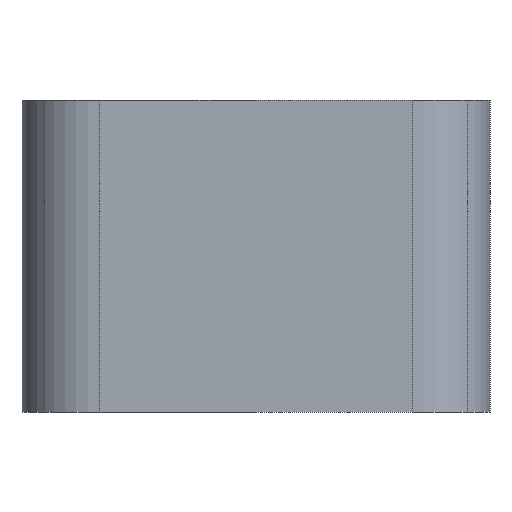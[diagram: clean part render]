
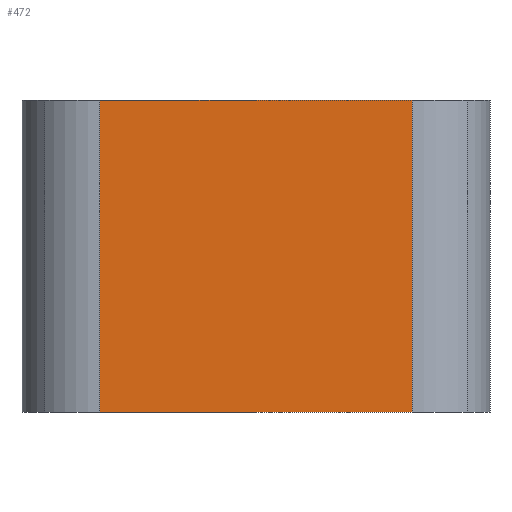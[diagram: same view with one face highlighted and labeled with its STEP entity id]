
A CAD part, left-side view. The second image highlights one B-rep face of the part: STEP entity #472.
In plain terms, the highlighted planar face has unit normal (-1, 0, 0).
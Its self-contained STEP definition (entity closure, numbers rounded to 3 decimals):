
#71=CARTESIAN_POINT('POINT11',(-60.,-20.,-20.));
#72=VERTEX_POINT('VERTEX11',#71);
#75=CARTESIAN_POINT('POINT12',(-60.,20.,-20.));
#76=VERTEX_POINT('VERTEX12',#75);
#77=CARTESIAN_POINT('POS8',(-60.,0.,-20.));
#78=DIRECTION('DIR12',(0.,1.,0.));
#79=VECTOR('VEC4',#78,1.);
#80=LINE('STRAIGHT4',#77,#79);
#81=EDGE_CURVE('EDGE11',#72,#76,#80,.T.);
#435=CARTESIAN_POINT('POINT39',(-60.,-20.,20.));
#436=VERTEX_POINT('VERTEX39',#435);
#439=CARTESIAN_POINT('POS48',(-60.,-20.,0.));
#440=DIRECTION('DIR70',(0.,0.,-1.));
#441=VECTOR('VEC26',#440,1.);
#442=LINE('STRAIGHT26',#439,#441);
#443=EDGE_CURVE('EDGE49',#436,#72,#442,.T.);
#449=CARTESIAN_POINT('POINT40',(-60.,20.,20.));
#450=VERTEX_POINT('VERTEX40',#449);
#451=CARTESIAN_POINT('POS49',(-60.,20.,0.));
#452=DIRECTION('DIR71',(0.,0.,1.));
#453=VECTOR('VEC27',#452,1.);
#454=LINE('STRAIGHT27',#451,#453);
#455=EDGE_CURVE('EDGE50',#76,#450,#454,.T.);
#456=ORIENTED_EDGE('COEDGE69',*,*,#455,.F.);
#457=ORIENTED_EDGE('COEDGE70',*,*,#81,.F.);
#458=ORIENTED_EDGE('COEDGE71',*,*,#443,.F.);
#459=CARTESIAN_POINT('POS50',(-60.,0.,20.));
#460=DIRECTION('DIR72',(0.,-1.,0.));
#461=VECTOR('VEC28',#460,1.);
#462=LINE('STRAIGHT28',#459,#461);
#463=EDGE_CURVE('EDGE51',#450,#436,#462,.T.);
#464=ORIENTED_EDGE('COEDGE72',*,*,#463,.F.);
#465=EDGE_LOOP('NONE',(#456,#457,#458,#464));
#466=FACE_BOUND('LOOP1',#465,.T.);
#467=CARTESIAN_POINT('POS51',(-60.,0.,0.));
#468=DIRECTION('DIR73',(1.,0.,0.));
#469=DIRECTION('DIR74',(0.,1.,0.));
#470=AXIS2_PLACEMENT_3D('AXIS23',#467,#468,#469);
#471=PLANE('PLANE7',#470);
#472=ADVANCED_FACE('FACE14',(#466),#471,.F.);
